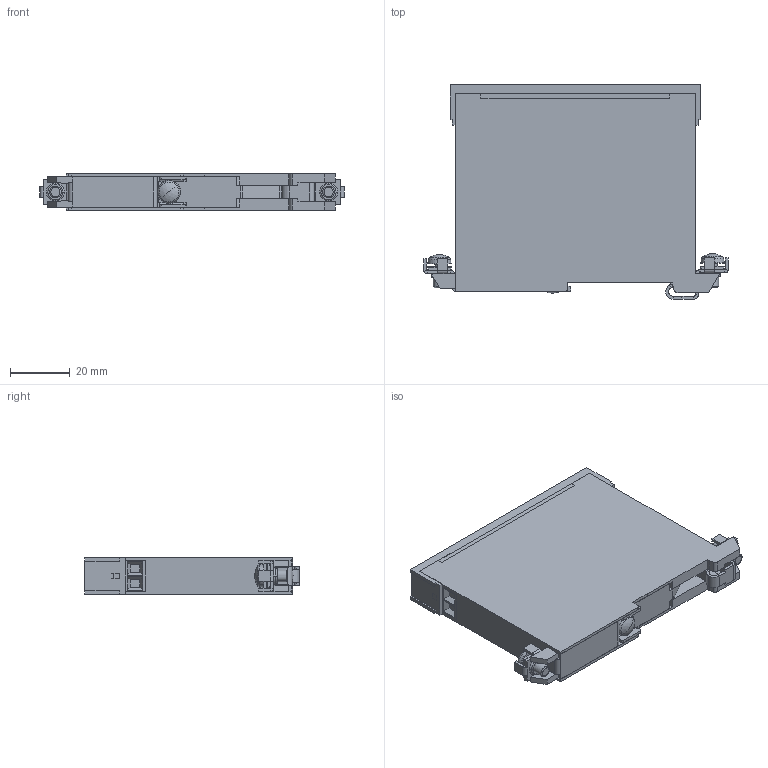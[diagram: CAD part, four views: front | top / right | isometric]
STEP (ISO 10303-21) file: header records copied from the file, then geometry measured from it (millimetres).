
FILE_DESCRIPTION (( 'STEP AP203' ), '1' );
FILE_NAME ('9164.STEP', '2010-08-03T09:07:41', ( 'Admin' ), ( 'R. STAHL' ), 'SwSTEP 2.0', 'SolidWorks 2008', '' );
FILE_SCHEMA (( 'CONFIG_CONTROL_DESIGN' ));
Length unit declared in the file: millimetre
Products named in the file (1): 9164
Bounding box: 101.5 x 71.54 x 12.2 mm (x, y, z)
Volume: 68905 mm3; surface area: 26028.3 mm2
Topology: 9 solids, 9 shells, 474 faces, 1137 edges, 693 vertices
Faces by surface type: plane 327, cylinder 91, cone 30, torus 24, sphere 2
Entity records: 13614 total; most frequent: CARTESIAN_POINT 2473, DIRECTION 2291, ORIENTED_EDGE 2274, EDGE_CURVE 1137, VECTOR 853, LINE 853, AXIS2_PLACEMENT_3D 719, VERTEX_POINT 693
